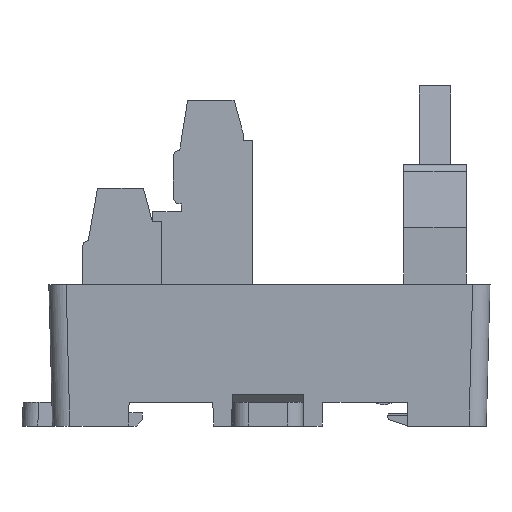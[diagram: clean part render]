
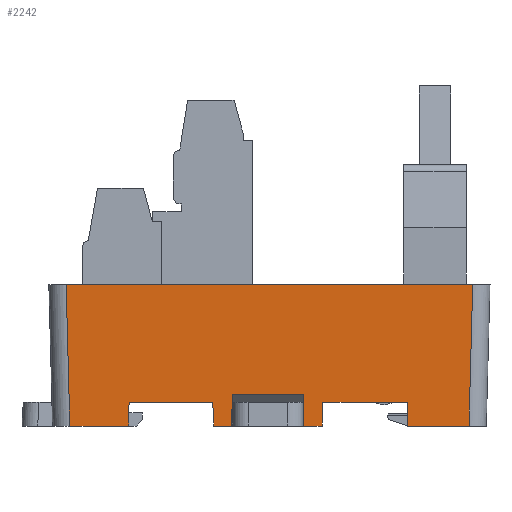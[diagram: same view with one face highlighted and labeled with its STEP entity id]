
A CAD part, left-side view. The second image highlights one B-rep face of the part: STEP entity #2242.
In plain terms, the highlighted planar face has unit normal (-1, 0, -0.026).
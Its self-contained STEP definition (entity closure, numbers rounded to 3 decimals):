
#1424=FACE_OUTER_BOUND('',#4183,.T.);
#2242=ADVANCED_FACE('',(#1424),#3097,.T.);
#3097=PLANE('',#17274);
#4183=EDGE_LOOP('',(#5610,#5611,#5612,#5613,#5614,#5615,#5616,#5617,#5618,
#5619,#5620,#5621,#5622,#5623,#5624,#5625));
#5610=ORIENTED_EDGE('',*,*,#11467,.T.);
#5611=ORIENTED_EDGE('',*,*,#11452,.T.);
#5612=ORIENTED_EDGE('',*,*,#11468,.T.);
#5613=ORIENTED_EDGE('',*,*,#11469,.T.);
#5614=ORIENTED_EDGE('',*,*,#11470,.T.);
#5615=ORIENTED_EDGE('',*,*,#11471,.F.);
#5616=ORIENTED_EDGE('',*,*,#11472,.T.);
#5617=ORIENTED_EDGE('',*,*,#11473,.T.);
#5618=ORIENTED_EDGE('',*,*,#11474,.F.);
#5619=ORIENTED_EDGE('',*,*,#11378,.T.);
#5620=ORIENTED_EDGE('',*,*,#11475,.F.);
#5621=ORIENTED_EDGE('',*,*,#11476,.T.);
#5622=ORIENTED_EDGE('',*,*,#11477,.F.);
#5623=ORIENTED_EDGE('',*,*,#11478,.T.);
#5624=ORIENTED_EDGE('',*,*,#11479,.F.);
#5625=ORIENTED_EDGE('',*,*,#11480,.T.);
#9820=VERTEX_POINT('',#23069);
#9821=VERTEX_POINT('',#23070);
#9883=VERTEX_POINT('',#23220);
#9884=VERTEX_POINT('',#23222);
#9898=VERTEX_POINT('',#23252);
#9899=VERTEX_POINT('',#23254);
#9900=VERTEX_POINT('',#23256);
#9901=VERTEX_POINT('',#23258);
#9902=VERTEX_POINT('',#23260);
#9903=VERTEX_POINT('',#23262);
#9904=VERTEX_POINT('',#23264);
#9905=VERTEX_POINT('',#23267);
#9906=VERTEX_POINT('',#23269);
#9907=VERTEX_POINT('',#23271);
#9908=VERTEX_POINT('',#23273);
#9909=VERTEX_POINT('',#23275);
#11378=EDGE_CURVE('',#9820,#9821,#13588,.T.);
#11452=EDGE_CURVE('',#9884,#9883,#13660,.T.);
#11467=EDGE_CURVE('',#9898,#9884,#13675,.T.);
#11468=EDGE_CURVE('',#9883,#9899,#13676,.T.);
#11469=EDGE_CURVE('',#9899,#9900,#13677,.T.);
#11470=EDGE_CURVE('',#9900,#9901,#13678,.T.);
#11471=EDGE_CURVE('',#9902,#9901,#13679,.T.);
#11472=EDGE_CURVE('',#9902,#9903,#13680,.T.);
#11473=EDGE_CURVE('',#9903,#9904,#13681,.T.);
#11474=EDGE_CURVE('',#9820,#9904,#13682,.T.);
#11475=EDGE_CURVE('',#9905,#9821,#13683,.T.);
#11476=EDGE_CURVE('',#9905,#9906,#13684,.T.);
#11477=EDGE_CURVE('',#9907,#9906,#13685,.T.);
#11478=EDGE_CURVE('',#9907,#9908,#13686,.T.);
#11479=EDGE_CURVE('',#9909,#9908,#13687,.T.);
#11480=EDGE_CURVE('',#9909,#9898,#13688,.T.);
#13588=LINE('',#23068,#15497);
#13660=LINE('',#23221,#15569);
#13675=LINE('',#23251,#15584);
#13676=LINE('',#23253,#15585);
#13677=LINE('',#23255,#15586);
#13678=LINE('',#23257,#15587);
#13679=LINE('',#23259,#15588);
#13680=LINE('',#23261,#15589);
#13681=LINE('',#23263,#15590);
#13682=LINE('',#23265,#15591);
#13683=LINE('',#23266,#15592);
#13684=LINE('',#23268,#15593);
#13685=LINE('',#23270,#15594);
#13686=LINE('',#23272,#15595);
#13687=LINE('',#23274,#15596);
#13688=LINE('',#23276,#15597);
#15497=VECTOR('',#18649,1.);
#15569=VECTOR('',#18755,1.);
#15584=VECTOR('',#18772,1.);
#15585=VECTOR('',#18773,1.);
#15586=VECTOR('',#18774,1.);
#15587=VECTOR('',#18775,1.);
#15588=VECTOR('',#18776,1.);
#15589=VECTOR('',#18777,1.);
#15590=VECTOR('',#18778,1.);
#15591=VECTOR('',#18779,1.);
#15592=VECTOR('',#18780,1.);
#15593=VECTOR('',#18781,1.);
#15594=VECTOR('',#18782,1.);
#15595=VECTOR('',#18783,1.);
#15596=VECTOR('',#18784,1.);
#15597=VECTOR('',#18785,1.);
#17274=AXIS2_PLACEMENT_3D('',#23277,#18786,#18787);
#18649=DIRECTION('',(0.,-1.,0.));
#18755=DIRECTION('',(0.,-1.,0.));
#18772=DIRECTION('',(-0.026,-0.035,0.999));
#18773=DIRECTION('',(0.026,-0.017,-1.));
#18774=DIRECTION('',(0.,-1.,0.));
#18775=DIRECTION('',(-0.026,-0.026,0.999));
#18776=DIRECTION('',(0.,-1.,0.));
#18777=DIRECTION('',(0.026,-0.026,-0.999));
#18778=DIRECTION('',(0.,-1.,0.));
#18779=DIRECTION('',(0.026,0.017,-1.));
#18780=DIRECTION('',(-0.026,0.035,0.999));
#18781=DIRECTION('',(0.,-1.,0.));
#18782=DIRECTION('',(0.026,0.009,-1.));
#18783=DIRECTION('',(0.,-1.,0.));
#18784=DIRECTION('',(-0.026,0.009,1.));
#18785=DIRECTION('',(0.,-1.,0.));
#18786=DIRECTION('',(-1.,0.,-0.026));
#18787=DIRECTION('',(0.026,0.,-1.));
#23068=CARTESIAN_POINT('',(-39.057,420.199,175.));
#23069=CARTESIAN_POINT('',(-39.057,437.849,175.));
#23070=CARTESIAN_POINT('',(-39.057,427.199,175.));
#23220=CARTESIAN_POINT('',(-39.057,402.449,175.));
#23221=CARTESIAN_POINT('',(-39.057,420.199,175.));
#23222=CARTESIAN_POINT('',(-39.057,413.199,175.));
#23251=CARTESIAN_POINT('',(-39.444,412.684,189.753));
#23252=CARTESIAN_POINT('',(-38.979,413.304,172.));
#23253=CARTESIAN_POINT('',(-39.458,402.716,190.294));
#23254=CARTESIAN_POINT('',(-38.979,402.397,172.));
#23255=CARTESIAN_POINT('',(-38.979,419.699,172.));
#23256=CARTESIAN_POINT('',(-38.979,394.62,172.));
#23257=CARTESIAN_POINT('',(-39.433,394.166,189.34));
#23258=CARTESIAN_POINT('',(-39.45,394.148,190.));
#23259=CARTESIAN_POINT('',(-39.45,419.699,190.));
#23260=CARTESIAN_POINT('',(-39.45,445.85,190.));
#23261=CARTESIAN_POINT('',(-39.433,445.833,189.34));
#23262=CARTESIAN_POINT('',(-38.979,445.378,172.));
#23263=CARTESIAN_POINT('',(-38.979,420.199,172.));
#23264=CARTESIAN_POINT('',(-38.979,437.901,172.));
#23265=CARTESIAN_POINT('',(-39.026,437.87,173.796));
#23266=CARTESIAN_POINT('',(-39.026,427.157,173.798));
#23267=CARTESIAN_POINT('',(-38.979,427.094,172.));
#23268=CARTESIAN_POINT('',(-38.979,420.199,172.));
#23269=CARTESIAN_POINT('',(-38.979,424.775,172.));
#23270=CARTESIAN_POINT('',(-39.451,424.618,190.04));
#23271=CARTESIAN_POINT('',(-39.083,424.74,176.));
#23272=CARTESIAN_POINT('',(-39.083,419.699,176.));
#23273=CARTESIAN_POINT('',(-39.083,415.658,176.));
#23274=CARTESIAN_POINT('',(-39.451,415.78,190.032));
#23275=CARTESIAN_POINT('',(-38.979,415.623,172.));
#23276=CARTESIAN_POINT('',(-38.979,420.199,172.));
#23277=CARTESIAN_POINT('',(-39.45,419.699,189.997));
